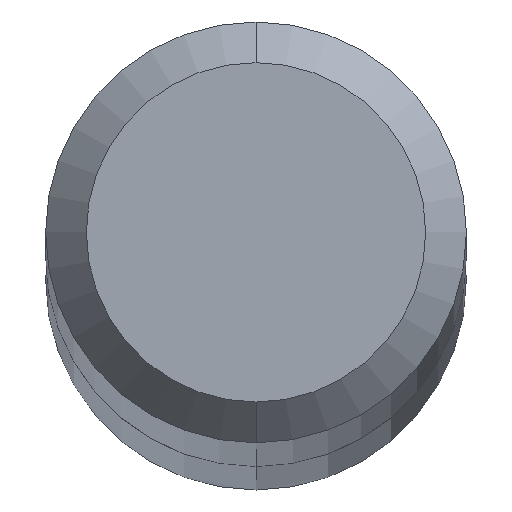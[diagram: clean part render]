
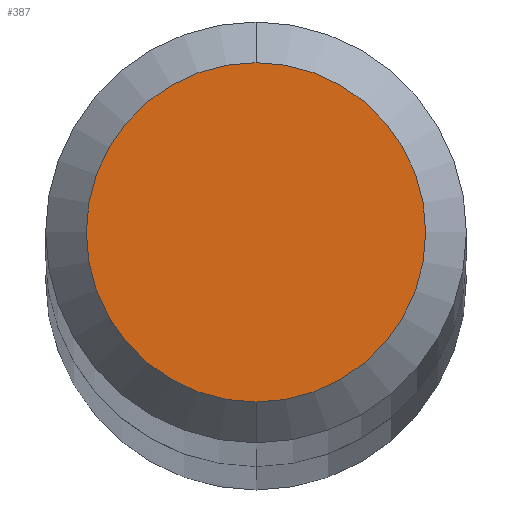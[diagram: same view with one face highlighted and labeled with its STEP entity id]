
A CAD part, top view. The second image highlights one B-rep face of the part: STEP entity #387.
In plain terms, the highlighted planar face has unit normal (0, 0, 1).
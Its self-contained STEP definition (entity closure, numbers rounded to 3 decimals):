
#215=EDGE_CURVE('',#331,#345,#479,.T.);
#331=VERTEX_POINT('',#607);
#345=VERTEX_POINT('',#622);
#373=EDGE_CURVE('',#345,#331,#655,.T.);
#387=ADVANCED_FACE('',(#669),#670,.T.);
#479=CIRCLE('',#865,1.25);
#607=CARTESIAN_POINT('',(0.,-1.25,98.0));
#622=CARTESIAN_POINT('',(0.0,1.25,98.0));
#655=CIRCLE('',#1271,1.25);
#669=FACE_OUTER_BOUND('',#1290,.T.);
#670=PLANE('',#1291);
#865=AXIS2_PLACEMENT_3D('',#1354,#1355,#1356);
#1271=AXIS2_PLACEMENT_3D('',#1571,#1572,#1573);
#1290=EDGE_LOOP('',(#1580,#1581));
#1291=AXIS2_PLACEMENT_3D('',#1582,#1583,#1584);
#1354=CARTESIAN_POINT('',(0.0,0.0,98.0));
#1355=DIRECTION('',(0.0,0.0,-1.0));
#1356=DIRECTION('',(0.0,1.0,0.0));
#1571=CARTESIAN_POINT('',(0.0,0.0,98.0));
#1572=DIRECTION('',(0.0,0.0,-1.0));
#1573=DIRECTION('',(0.0,1.0,0.0));
#1580=ORIENTED_EDGE('',*,*,#373,.F.);
#1581=ORIENTED_EDGE('',*,*,#215,.F.);
#1582=CARTESIAN_POINT('',(0.0,0.625,98.0));
#1583=DIRECTION('',(-0.0,0.0,1.0));
#1584=DIRECTION('',(0.0,-1.0,0.0));
